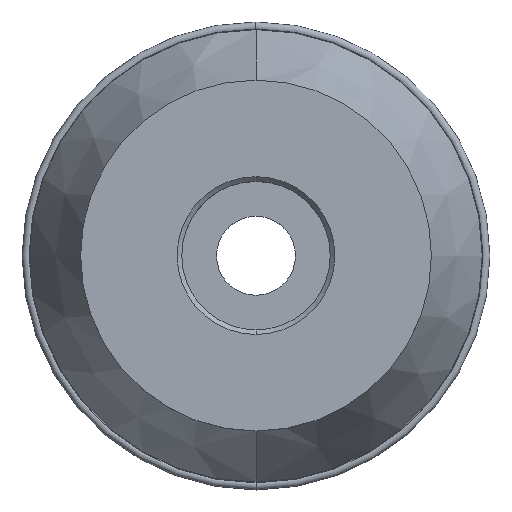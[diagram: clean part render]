
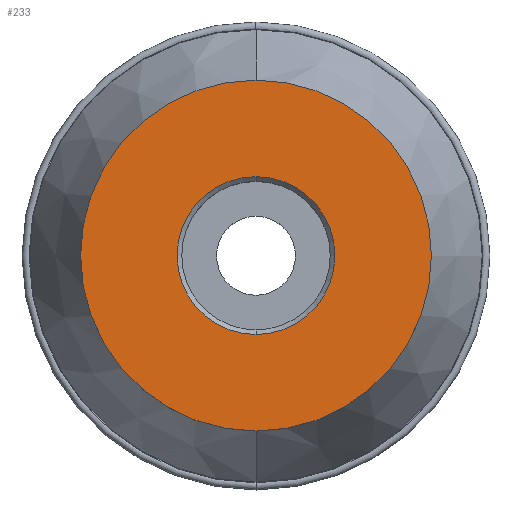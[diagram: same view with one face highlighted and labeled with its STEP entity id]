
A CAD part, top view. The second image highlights one B-rep face of the part: STEP entity #233.
In plain terms, the highlighted planar face has unit normal (0, 0, 1).
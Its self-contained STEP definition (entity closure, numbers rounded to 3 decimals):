
#205=VERTEX_POINT('',#557);
#215=EDGE_CURVE('',#205,#337,#569,.T.);
#233=ADVANCED_FACE('',(#590,#591),#592,.T.);
#337=VERTEX_POINT('',#706);
#351=EDGE_CURVE('',#365,#419,#721,.T.);
#365=VERTEX_POINT('',#735);
#391=EDGE_CURVE('',#337,#205,#764,.T.);
#419=VERTEX_POINT('',#796);
#447=EDGE_CURVE('',#419,#365,#829,.T.);
#557=CARTESIAN_POINT('',(0.0,30.0,0.0));
#569=CIRCLE('',#954,30.0);
#590=FACE_BOUND('',#977,.T.);
#591=FACE_OUTER_BOUND('',#978,.T.);
#592=PLANE('',#979);
#706=CARTESIAN_POINT('',(0.,-30.0,0.0));
#721=CIRCLE('',#1152,13.494);
#735=CARTESIAN_POINT('',(0.,-13.494,0.0));
#764=CIRCLE('',#1210,30.0);
#796=CARTESIAN_POINT('',(0.0,13.494,0.0));
#829=CIRCLE('',#1287,13.494);
#954=AXIS2_PLACEMENT_3D('',#1433,#1434,#1435);
#977=EDGE_LOOP('',(#1469,#1470));
#978=EDGE_LOOP('',(#1471,#1472));
#979=AXIS2_PLACEMENT_3D('',#1473,#1474,#1475);
#1152=AXIS2_PLACEMENT_3D('',#1652,#1653,#1654);
#1210=AXIS2_PLACEMENT_3D('',#1704,#1705,#1706);
#1287=AXIS2_PLACEMENT_3D('',#1789,#1790,#1791);
#1433=CARTESIAN_POINT('',(0.0,0.0,0.0));
#1434=DIRECTION('',(0.0,0.0,-1.0));
#1435=DIRECTION('',(0.0,1.0,0.0));
#1469=ORIENTED_EDGE('',*,*,#447,.T.);
#1470=ORIENTED_EDGE('',*,*,#351,.T.);
#1471=ORIENTED_EDGE('',*,*,#215,.F.);
#1472=ORIENTED_EDGE('',*,*,#391,.F.);
#1473=CARTESIAN_POINT('',(0.0,15.0,0.0));
#1474=DIRECTION('',(-0.0,0.0,1.0));
#1475=DIRECTION('',(0.0,-1.0,0.0));
#1652=CARTESIAN_POINT('',(0.0,0.0,0.0));
#1653=DIRECTION('',(-0.0,0.0,-1.0));
#1654=DIRECTION('',(0.0,1.0,0.0));
#1704=CARTESIAN_POINT('',(0.0,0.0,0.0));
#1705=DIRECTION('',(0.0,0.0,-1.0));
#1706=DIRECTION('',(0.0,1.0,0.0));
#1789=CARTESIAN_POINT('',(0.0,0.0,0.0));
#1790=DIRECTION('',(-0.0,0.0,-1.0));
#1791=DIRECTION('',(0.0,1.0,0.0));
